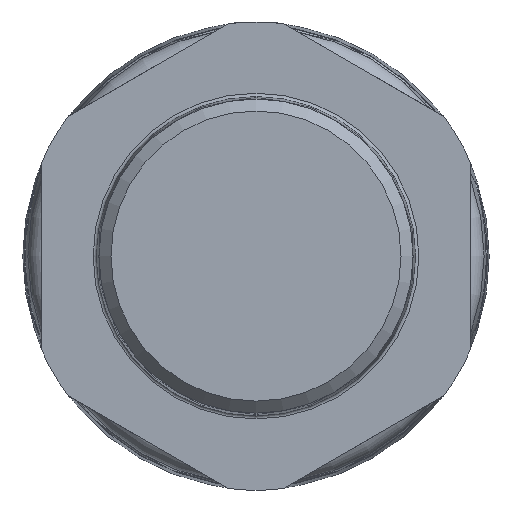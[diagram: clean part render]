
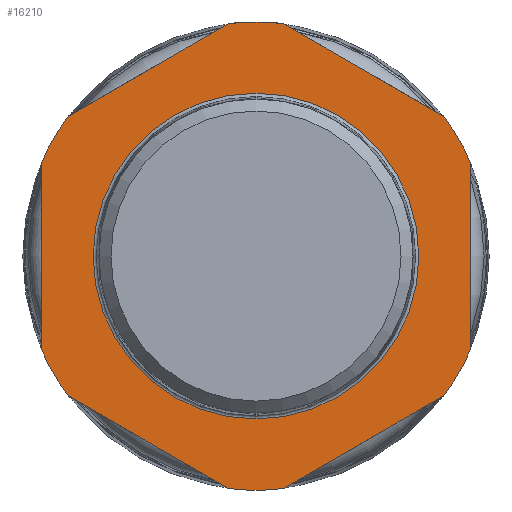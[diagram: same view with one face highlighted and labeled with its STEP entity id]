
A CAD part, left-side view. The second image highlights one B-rep face of the part: STEP entity #16210.
In plain terms, the highlighted planar face has unit normal (-1, 0, 0).
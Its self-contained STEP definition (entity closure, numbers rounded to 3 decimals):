
#1413=LINE('',#34368,#2087);
#1414=LINE('',#34372,#2088);
#1415=LINE('',#34376,#2089);
#1416=LINE('',#34380,#2090);
#1417=LINE('',#34384,#2091);
#1418=LINE('',#34388,#2092);
#2087=VECTOR('',#21620,10.);
#2088=VECTOR('',#21623,10.);
#2089=VECTOR('',#21626,10.);
#2090=VECTOR('',#21629,10.);
#2091=VECTOR('',#21632,10.);
#2092=VECTOR('',#21635,10.);
#2407=PLANE('',#17808);
#2447=FACE_BOUND('',#4161,.T.);
#3274=FACE_OUTER_BOUND('',#4160,.T.);
#4160=EDGE_LOOP('',(#14324,#14325,#14326,#14327,#14328,#14329,#14330,#14331,
#14332,#14333,#14334,#14335));
#4161=EDGE_LOOP('',(#14336,#14337));
#4987=CIRCLE('',#17802,24.63);
#4988=CIRCLE('',#17803,24.63);
#4992=CIRCLE('',#17809,35.4);
#4993=CIRCLE('',#17810,35.4);
#4994=CIRCLE('',#17811,35.4);
#4995=CIRCLE('',#17812,35.4);
#4996=CIRCLE('',#17813,35.4);
#4997=CIRCLE('',#17814,35.4);
#7237=VERTEX_POINT('',#34353);
#7238=VERTEX_POINT('',#34355);
#7241=VERTEX_POINT('',#34366);
#7242=VERTEX_POINT('',#34367);
#7243=VERTEX_POINT('',#34369);
#7244=VERTEX_POINT('',#34371);
#7245=VERTEX_POINT('',#34373);
#7246=VERTEX_POINT('',#34375);
#7247=VERTEX_POINT('',#34377);
#7248=VERTEX_POINT('',#34379);
#7249=VERTEX_POINT('',#34381);
#7250=VERTEX_POINT('',#34383);
#7251=VERTEX_POINT('',#34385);
#7252=VERTEX_POINT('',#34387);
#9608=EDGE_CURVE('',#7237,#7238,#4987,.T.);
#9609=EDGE_CURVE('',#7238,#7237,#4988,.T.);
#9614=EDGE_CURVE('',#7241,#7242,#1413,.T.);
#9615=EDGE_CURVE('',#7243,#7242,#4992,.T.);
#9616=EDGE_CURVE('',#7243,#7244,#1414,.T.);
#9617=EDGE_CURVE('',#7245,#7244,#4993,.T.);
#9618=EDGE_CURVE('',#7245,#7246,#1415,.T.);
#9619=EDGE_CURVE('',#7247,#7246,#4994,.T.);
#9620=EDGE_CURVE('',#7247,#7248,#1416,.T.);
#9621=EDGE_CURVE('',#7249,#7248,#4995,.T.);
#9622=EDGE_CURVE('',#7249,#7250,#1417,.T.);
#9623=EDGE_CURVE('',#7251,#7250,#4996,.T.);
#9624=EDGE_CURVE('',#7251,#7252,#1418,.T.);
#9625=EDGE_CURVE('',#7241,#7252,#4997,.T.);
#14324=ORIENTED_EDGE('',*,*,#9614,.T.);
#14325=ORIENTED_EDGE('',*,*,#9615,.F.);
#14326=ORIENTED_EDGE('',*,*,#9616,.T.);
#14327=ORIENTED_EDGE('',*,*,#9617,.F.);
#14328=ORIENTED_EDGE('',*,*,#9618,.T.);
#14329=ORIENTED_EDGE('',*,*,#9619,.F.);
#14330=ORIENTED_EDGE('',*,*,#9620,.T.);
#14331=ORIENTED_EDGE('',*,*,#9621,.F.);
#14332=ORIENTED_EDGE('',*,*,#9622,.T.);
#14333=ORIENTED_EDGE('',*,*,#9623,.F.);
#14334=ORIENTED_EDGE('',*,*,#9624,.T.);
#14335=ORIENTED_EDGE('',*,*,#9625,.F.);
#14336=ORIENTED_EDGE('',*,*,#9609,.F.);
#14337=ORIENTED_EDGE('',*,*,#9608,.F.);
#16210=ADVANCED_FACE('',(#3274,#2447),#2407,.T.);
#17802=AXIS2_PLACEMENT_3D('',#34356,#21605,#21606);
#17803=AXIS2_PLACEMENT_3D('',#34357,#21607,#21608);
#17808=AXIS2_PLACEMENT_3D('',#34365,#21618,#21619);
#17809=AXIS2_PLACEMENT_3D('',#34370,#21621,#21622);
#17810=AXIS2_PLACEMENT_3D('',#34374,#21624,#21625);
#17811=AXIS2_PLACEMENT_3D('',#34378,#21627,#21628);
#17812=AXIS2_PLACEMENT_3D('',#34382,#21630,#21631);
#17813=AXIS2_PLACEMENT_3D('',#34386,#21633,#21634);
#17814=AXIS2_PLACEMENT_3D('',#34389,#21636,#21637);
#21605=DIRECTION('center_axis',(-1.,0.,0.));
#21606=DIRECTION('ref_axis',(0.,0.,
-1.));
#21607=DIRECTION('center_axis',(-1.,0.,0.));
#21608=DIRECTION('ref_axis',(0.,0.,
-1.));
#21618=DIRECTION('center_axis',(-1.,0.,0.));
#21619=DIRECTION('ref_axis',(0.,0.,
-1.));
#21620=DIRECTION('',(0.,0.866,-0.5));
#21621=DIRECTION('center_axis',(1.,0.,0.));
#21622=DIRECTION('ref_axis',(0.,0.,1.));
#21623=DIRECTION('',(0.,0.,-1.));
#21624=DIRECTION('center_axis',(1.,0.,0.));
#21625=DIRECTION('ref_axis',(0.,0.,1.));
#21626=DIRECTION('',(0.,-0.866,-0.5));
#21627=DIRECTION('center_axis',(1.,0.,0.));
#21628=DIRECTION('ref_axis',(0.,0.,1.));
#21629=DIRECTION('',(0.,-0.866,0.5));
#21630=DIRECTION('center_axis',(1.,0.,0.));
#21631=DIRECTION('ref_axis',(0.,0.,1.));
#21632=DIRECTION('',(0.,0.,1.));
#21633=DIRECTION('center_axis',(1.,0.,0.));
#21634=DIRECTION('ref_axis',(0.,0.,1.));
#21635=DIRECTION('',(0.,0.866,0.5));
#21636=DIRECTION('center_axis',(1.,0.,0.));
#21637=DIRECTION('ref_axis',(0.,0.,1.));
#34353=CARTESIAN_POINT('',(-32.738,0.,-24.63));
#34355=CARTESIAN_POINT('',(-32.738,0.,24.63));
#34356=CARTESIAN_POINT('Origin',(-32.738,0.,
0.));
#34357=CARTESIAN_POINT('Origin',(-32.738,0.,
0.));
#34365=CARTESIAN_POINT('Origin',(-32.738,-35.4,0.));
#34366=CARTESIAN_POINT('',(-32.738,4.098,35.162));
#34367=CARTESIAN_POINT('',(-32.738,28.402,21.13));
#34368=CARTESIAN_POINT('',(-32.738,-3.101,39.318));
#34369=CARTESIAN_POINT('',(-32.738,32.5,14.032));
#34370=CARTESIAN_POINT('Origin',(-32.738,0.,
0.));
#34371=CARTESIAN_POINT('',(-32.738,32.5,-14.032));
#34372=CARTESIAN_POINT('',(-32.738,32.5,7.016));
#34373=CARTESIAN_POINT('',(-32.738,28.402,-21.13));
#34374=CARTESIAN_POINT('Origin',(-32.738,0.,
0.));
#34375=CARTESIAN_POINT('',(-32.738,4.098,-35.162));
#34376=CARTESIAN_POINT('',(-32.738,9.051,-32.302));
#34377=CARTESIAN_POINT('',(-32.738,-4.098,-35.162));
#34378=CARTESIAN_POINT('Origin',(-32.738,0.,
0.));
#34379=CARTESIAN_POINT('',(-32.738,-28.402,-21.13));
#34380=CARTESIAN_POINT('',(-32.738,-23.449,-23.99));
#34381=CARTESIAN_POINT('',(-32.738,-32.5,-14.032));
#34382=CARTESIAN_POINT('Origin',(-32.738,0.,
0.));
#34383=CARTESIAN_POINT('',(-32.738,-32.5,14.032));
#34384=CARTESIAN_POINT('',(-32.738,-32.5,-7.016));
#34385=CARTESIAN_POINT('',(-32.738,-28.402,21.13));
#34386=CARTESIAN_POINT('Origin',(-32.738,0.,
0.));
#34387=CARTESIAN_POINT('',(-32.738,-4.098,35.162));
#34388=CARTESIAN_POINT('',(-32.738,-35.601,16.973));
#34389=CARTESIAN_POINT('Origin',(-32.738,0.,
0.));
